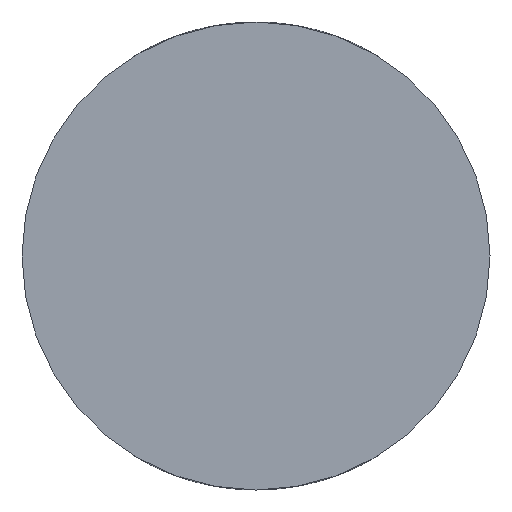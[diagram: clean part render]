
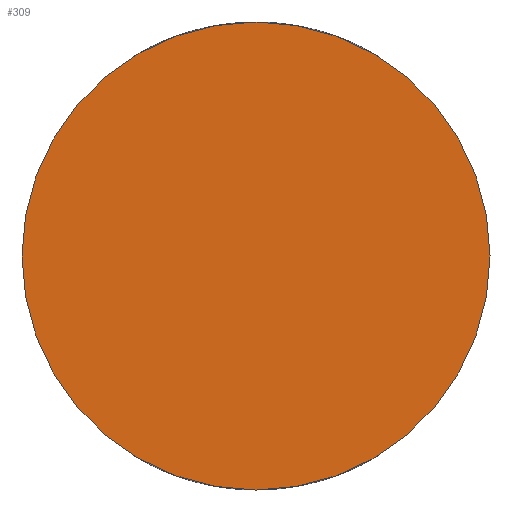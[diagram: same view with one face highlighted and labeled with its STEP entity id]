
A CAD part, front view. The second image highlights one B-rep face of the part: STEP entity #309.
In plain terms, the highlighted planar face has unit normal (0, -1, 0).
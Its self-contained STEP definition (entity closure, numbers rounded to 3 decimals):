
#226=CARTESIAN_POINT('',(-10.0,0.0,0.));
#227=VERTEX_POINT('',#226);
#228=CARTESIAN_POINT('',(0.0,0.0,0.0));
#229=DIRECTION('',(0.0,1.0,0.0));
#230=DIRECTION('',(1.0,0.0,0.0));
#231=AXIS2_PLACEMENT_3D('',#228,#229,#230);
#232=CIRCLE('',#231,10.0);
#233=EDGE_CURVE('',#227,#227,#232,.T.);
#301=CARTESIAN_POINT('',(5.0,0.0,0.));
#302=DIRECTION('',(0.0,-1.0,0.0));
#303=DIRECTION('',(0.0,0.0,-1.0));
#304=AXIS2_PLACEMENT_3D('',#301,#302,#303);
#305=PLANE('',#304);
#306=ORIENTED_EDGE('',*,*,#233,.F.);
#307=EDGE_LOOP('',(#306));
#308=FACE_OUTER_BOUND('',#307,.T.);
#309=ADVANCED_FACE('',(#308),#305,.T.);
